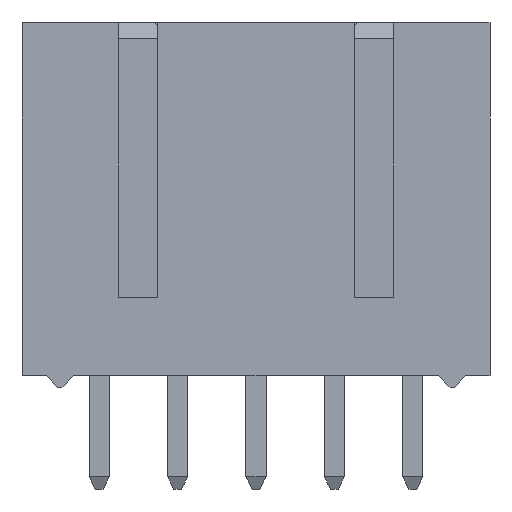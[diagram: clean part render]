
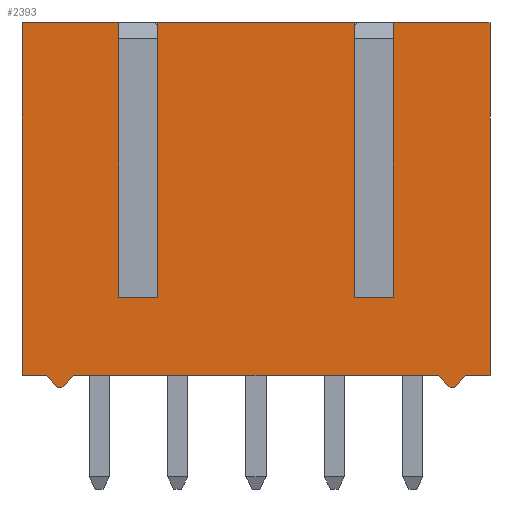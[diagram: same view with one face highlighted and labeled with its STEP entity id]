
A CAD part, front view. The second image highlights one B-rep face of the part: STEP entity #2393.
In plain terms, the highlighted planar face has unit normal (0, -1, 0).
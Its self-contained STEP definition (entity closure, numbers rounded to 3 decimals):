
#9=DIRECTION('',(1.,0.,0.));
#10=VECTOR('',#9,3.135);
#11=CARTESIAN_POINT('',(-7.58,-2.55,0.));
#12=LINE('',#11,#10);
#73=DIRECTION('',(1.,0.,0.));
#74=VECTOR('',#73,3.135);
#75=CARTESIAN_POINT('',(4.445,-2.55,0.));
#76=LINE('',#75,#74);
#121=DIRECTION('',(1.,0.,0.));
#122=VECTOR('',#121,6.35);
#123=CARTESIAN_POINT('',(-3.175,-2.55,0.));
#124=LINE('',#123,#122);
#233=DIRECTION('',(-0.707,0.,-0.707));
#234=VECTOR('',#233,0.537);
#235=CARTESIAN_POINT('',(-5.905,-2.55,-11.43));
#236=LINE('',#235,#234);
#237=DIRECTION('',(-1.,0.,0.));
#238=VECTOR('',#237,0.13);
#239=CARTESIAN_POINT('',(-6.285,-2.55,-11.81));
#240=LINE('',#239,#238);
#241=DIRECTION('',(-0.707,0.,0.707));
#242=VECTOR('',#241,0.537);
#243=CARTESIAN_POINT('',(-6.415,-2.55,-11.81));
#244=LINE('',#243,#242);
#245=DIRECTION('',(0.,0.,-1.));
#246=VECTOR('',#245,11.43);
#247=CARTESIAN_POINT('',(-7.58,-2.55,0.));
#248=LINE('',#247,#246);
#249=DIRECTION('',(0.,0.,-1.));
#250=VECTOR('',#249,8.89);
#251=CARTESIAN_POINT('',(-4.445,-2.55,0.));
#252=LINE('',#251,#250);
#253=DIRECTION('',(1.,0.,0.));
#254=VECTOR('',#253,1.27);
#255=CARTESIAN_POINT('',(-4.445,-2.55,-8.89));
#256=LINE('',#255,#254);
#257=DIRECTION('',(0.,0.,-1.));
#258=VECTOR('',#257,8.89);
#259=CARTESIAN_POINT('',(-3.175,-2.55,0.));
#260=LINE('',#259,#258);
#261=DIRECTION('',(0.,0.,-1.));
#262=VECTOR('',#261,8.89);
#263=CARTESIAN_POINT('',(3.175,-2.55,0.));
#264=LINE('',#263,#262);
#265=DIRECTION('',(1.,0.,0.));
#266=VECTOR('',#265,1.27);
#267=CARTESIAN_POINT('',(3.175,-2.55,-8.89));
#268=LINE('',#267,#266);
#269=DIRECTION('',(0.,0.,-1.));
#270=VECTOR('',#269,8.89);
#271=CARTESIAN_POINT('',(4.445,-2.55,0.));
#272=LINE('',#271,#270);
#273=DIRECTION('',(-0.707,0.,-0.707));
#274=VECTOR('',#273,0.537);
#275=CARTESIAN_POINT('',(6.795,-2.55,-11.43));
#276=LINE('',#275,#274);
#277=DIRECTION('',(-1.,0.,0.));
#278=VECTOR('',#277,0.13);
#279=CARTESIAN_POINT('',(6.415,-2.55,-11.81));
#280=LINE('',#279,#278);
#281=DIRECTION('',(-0.707,0.,0.707));
#282=VECTOR('',#281,0.537);
#283=CARTESIAN_POINT('',(6.285,-2.55,-11.81));
#284=LINE('',#283,#282);
#289=DIRECTION('',(1.,0.,0.));
#290=VECTOR('',#289,0.785);
#291=CARTESIAN_POINT('',(6.795,-2.55,-11.43));
#292=LINE('',#291,#290);
#321=DIRECTION('',(1.,0.,0.));
#322=VECTOR('',#321,11.81);
#323=CARTESIAN_POINT('',(-5.905,-2.55,-11.43));
#324=LINE('',#323,#322);
#361=DIRECTION('',(1.,0.,0.));
#362=VECTOR('',#361,0.785);
#363=CARTESIAN_POINT('',(-7.58,-2.55,-11.43));
#364=LINE('',#363,#362);
#553=DIRECTION('',(0.,0.,-1.));
#554=VECTOR('',#553,11.43);
#555=CARTESIAN_POINT('',(7.58,-2.55,0.));
#556=LINE('',#555,#554);
#1546=CARTESIAN_POINT('',(-7.58,-2.55,0.));
#1548=VERTEX_POINT('',#1546);
#1554=CARTESIAN_POINT('',(-7.58,-2.55,-11.43));
#1556=VERTEX_POINT('',#1554);
#1569=CARTESIAN_POINT('',(7.58,-2.55,0.));
#1571=VERTEX_POINT('',#1569);
#1585=CARTESIAN_POINT('',(7.58,-2.55,-11.43));
#1587=VERTEX_POINT('',#1585);
#1633=CARTESIAN_POINT('',(-4.445,-2.55,-8.89));
#1634=CARTESIAN_POINT('',(-3.175,-2.55,-8.89));
#1635=VERTEX_POINT('',#1633);
#1636=VERTEX_POINT('',#1634);
#1637=CARTESIAN_POINT('',(3.175,-2.55,-8.89));
#1638=CARTESIAN_POINT('',(4.445,-2.55,-8.89));
#1639=VERTEX_POINT('',#1637);
#1640=VERTEX_POINT('',#1638);
#1641=CARTESIAN_POINT('',(-4.445,-2.55,0.));
#1642=VERTEX_POINT('',#1641);
#1643=CARTESIAN_POINT('',(-3.175,-2.55,0.));
#1644=VERTEX_POINT('',#1643);
#1645=CARTESIAN_POINT('',(3.175,-2.55,0.));
#1646=VERTEX_POINT('',#1645);
#1647=CARTESIAN_POINT('',(4.445,-2.55,0.));
#1648=VERTEX_POINT('',#1647);
#1745=CARTESIAN_POINT('',(6.415,-2.55,-11.81));
#1746=CARTESIAN_POINT('',(6.285,-2.55,-11.81));
#1747=VERTEX_POINT('',#1745);
#1748=VERTEX_POINT('',#1746);
#1749=CARTESIAN_POINT('',(6.795,-2.55,-11.43));
#1751=VERTEX_POINT('',#1749);
#1753=CARTESIAN_POINT('',(5.905,-2.55,-11.43));
#1755=VERTEX_POINT('',#1753);
#1761=CARTESIAN_POINT('',(-6.285,-2.55,-11.81));
#1762=CARTESIAN_POINT('',(-6.415,-2.55,-11.81));
#1763=VERTEX_POINT('',#1761);
#1764=VERTEX_POINT('',#1762);
#1769=CARTESIAN_POINT('',(-5.905,-2.55,-11.43));
#1770=VERTEX_POINT('',#1769);
#1771=CARTESIAN_POINT('',(-6.795,-2.55,-11.43));
#1772=VERTEX_POINT('',#1771);
#2351=CARTESIAN_POINT('',(-7.58,-2.55,0.));
#2352=DIRECTION('',(0.,-1.,0.));
#2353=DIRECTION('',(1.,0.,0.));
#2354=AXIS2_PLACEMENT_3D('',#2351,#2352,#2353);
#2355=PLANE('',#2354);
#2357=ORIENTED_EDGE('',*,*,#2356,.F.);
#2359=ORIENTED_EDGE('',*,*,#2358,.T.);
#2361=ORIENTED_EDGE('',*,*,#2360,.T.);
#2363=ORIENTED_EDGE('',*,*,#2362,.T.);
#2365=ORIENTED_EDGE('',*,*,#2364,.F.);
#2367=ORIENTED_EDGE('',*,*,#2366,.F.);
#2368=ORIENTED_EDGE('',*,*,#2034,.T.);
#2369=ORIENTED_EDGE('',*,*,#2130,.T.);
#2371=ORIENTED_EDGE('',*,*,#2370,.T.);
#2373=ORIENTED_EDGE('',*,*,#2372,.F.);
#2374=ORIENTED_EDGE('',*,*,#2098,.T.);
#2376=ORIENTED_EDGE('',*,*,#2375,.T.);
#2378=ORIENTED_EDGE('',*,*,#2377,.T.);
#2379=ORIENTED_EDGE('',*,*,#2342,.F.);
#2380=ORIENTED_EDGE('',*,*,#2066,.T.);
#2382=ORIENTED_EDGE('',*,*,#2381,.T.);
#2384=ORIENTED_EDGE('',*,*,#2383,.F.);
#2386=ORIENTED_EDGE('',*,*,#2385,.T.);
#2388=ORIENTED_EDGE('',*,*,#2387,.T.);
#2390=ORIENTED_EDGE('',*,*,#2389,.T.);
#2391=EDGE_LOOP('',(#2357,#2359,#2361,#2363,#2365,#2367,#2368,#2369,#2371,#2373,
#2374,#2376,#2378,#2379,#2380,#2382,#2384,#2386,#2388,#2390));
#2392=FACE_OUTER_BOUND('',#2391,.F.);
#2393=ADVANCED_FACE('',(#2392),#2355,.T.);
#2034=EDGE_CURVE('',#1548,#1642,#12,.T.);
#2066=EDGE_CURVE('',#1648,#1571,#76,.T.);
#2098=EDGE_CURVE('',#1644,#1646,#124,.T.);
#2130=EDGE_CURVE('',#1642,#1635,#252,.T.);
#2342=EDGE_CURVE('',#1648,#1640,#272,.T.);
#2356=EDGE_CURVE('',#1770,#1755,#324,.T.);
#2358=EDGE_CURVE('',#1770,#1763,#236,.T.);
#2360=EDGE_CURVE('',#1763,#1764,#240,.T.);
#2362=EDGE_CURVE('',#1764,#1772,#244,.T.);
#2364=EDGE_CURVE('',#1556,#1772,#364,.T.);
#2366=EDGE_CURVE('',#1548,#1556,#248,.T.);
#2370=EDGE_CURVE('',#1635,#1636,#256,.T.);
#2372=EDGE_CURVE('',#1644,#1636,#260,.T.);
#2375=EDGE_CURVE('',#1646,#1639,#264,.T.);
#2377=EDGE_CURVE('',#1639,#1640,#268,.T.);
#2381=EDGE_CURVE('',#1571,#1587,#556,.T.);
#2383=EDGE_CURVE('',#1751,#1587,#292,.T.);
#2385=EDGE_CURVE('',#1751,#1747,#276,.T.);
#2387=EDGE_CURVE('',#1747,#1748,#280,.T.);
#2389=EDGE_CURVE('',#1748,#1755,#284,.T.);
